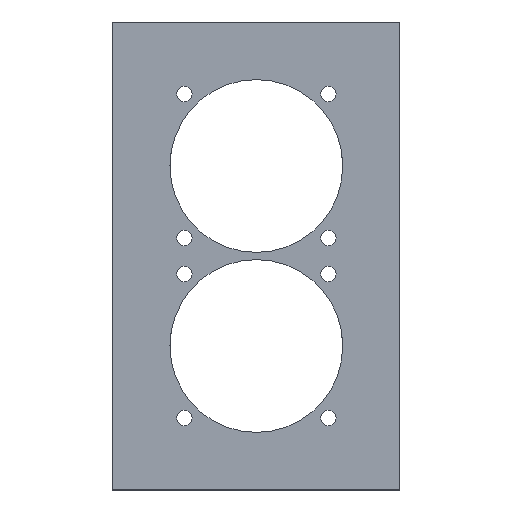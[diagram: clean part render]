
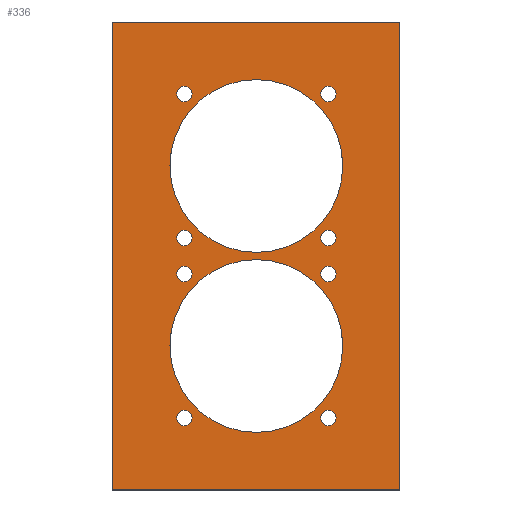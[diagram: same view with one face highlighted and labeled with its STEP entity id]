
A CAD part, top view. The second image highlights one B-rep face of the part: STEP entity #336.
In plain terms, the highlighted planar face has unit normal (0, 0, 1).
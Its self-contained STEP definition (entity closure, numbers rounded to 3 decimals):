
#25=FACE_BOUND('',#83,.T.);
#26=FACE_BOUND('',#84,.T.);
#27=FACE_BOUND('',#85,.T.);
#28=FACE_BOUND('',#86,.T.);
#29=FACE_BOUND('',#87,.T.);
#30=FACE_BOUND('',#88,.T.);
#31=FACE_BOUND('',#89,.T.);
#32=FACE_BOUND('',#90,.T.);
#33=FACE_BOUND('',#91,.T.);
#34=FACE_BOUND('',#92,.T.);
#40=PLANE('',#386);
#56=FACE_OUTER_BOUND('',#82,.T.);
#82=EDGE_LOOP('',(#297,#298,#299,#300));
#83=EDGE_LOOP('',(#301));
#84=EDGE_LOOP('',(#302));
#85=EDGE_LOOP('',(#303));
#86=EDGE_LOOP('',(#304));
#87=EDGE_LOOP('',(#305));
#88=EDGE_LOOP('',(#306));
#89=EDGE_LOOP('',(#307));
#90=EDGE_LOOP('',(#308));
#91=EDGE_LOOP('',(#309));
#92=EDGE_LOOP('',(#310));
#105=LINE('',#551,#127);
#109=LINE('',#560,#131);
#113=LINE('',#566,#135);
#114=LINE('',#568,#136);
#127=VECTOR('',#463,10.);
#131=VECTOR('',#469,10.);
#135=VECTOR('',#477,10.);
#136=VECTOR('',#480,10.);
#137=CIRCLE('',#352,2.15);
#139=CIRCLE('',#355,2.15);
#141=CIRCLE('',#358,2.15);
#143=CIRCLE('',#361,2.15);
#145=CIRCLE('',#364,24.);
#147=CIRCLE('',#367,24.);
#149=CIRCLE('',#370,2.15);
#151=CIRCLE('',#373,2.15);
#153=CIRCLE('',#376,2.15);
#155=CIRCLE('',#379,2.15);
#157=VERTEX_POINT('',#485);
#159=VERTEX_POINT('',#491);
#161=VERTEX_POINT('',#497);
#163=VERTEX_POINT('',#503);
#165=VERTEX_POINT('',#509);
#167=VERTEX_POINT('',#515);
#169=VERTEX_POINT('',#521);
#171=VERTEX_POINT('',#527);
#173=VERTEX_POINT('',#533);
#175=VERTEX_POINT('',#539);
#179=VERTEX_POINT('',#548);
#180=VERTEX_POINT('',#550);
#183=VERTEX_POINT('',#557);
#184=VERTEX_POINT('',#559);
#185=EDGE_CURVE('',#157,#157,#137,.T.);
#188=EDGE_CURVE('',#159,#159,#139,.T.);
#191=EDGE_CURVE('',#161,#161,#141,.T.);
#194=EDGE_CURVE('',#163,#163,#143,.T.);
#197=EDGE_CURVE('',#165,#165,#145,.T.);
#200=EDGE_CURVE('',#167,#167,#147,.T.);
#203=EDGE_CURVE('',#169,#169,#149,.T.);
#206=EDGE_CURVE('',#171,#171,#151,.T.);
#209=EDGE_CURVE('',#173,#173,#153,.T.);
#212=EDGE_CURVE('',#175,#175,#155,.T.);
#217=EDGE_CURVE('',#180,#179,#105,.T.);
#221=EDGE_CURVE('',#184,#183,#109,.T.);
#225=EDGE_CURVE('',#183,#180,#113,.F.);
#226=EDGE_CURVE('',#179,#184,#114,.F.);
#297=ORIENTED_EDGE('',*,*,#221,.T.);
#298=ORIENTED_EDGE('',*,*,#225,.T.);
#299=ORIENTED_EDGE('',*,*,#217,.T.);
#300=ORIENTED_EDGE('',*,*,#226,.T.);
#301=ORIENTED_EDGE('',*,*,#185,.T.);
#302=ORIENTED_EDGE('',*,*,#188,.T.);
#303=ORIENTED_EDGE('',*,*,#191,.T.);
#304=ORIENTED_EDGE('',*,*,#194,.T.);
#305=ORIENTED_EDGE('',*,*,#197,.T.);
#306=ORIENTED_EDGE('',*,*,#200,.T.);
#307=ORIENTED_EDGE('',*,*,#203,.T.);
#308=ORIENTED_EDGE('',*,*,#206,.T.);
#309=ORIENTED_EDGE('',*,*,#209,.T.);
#310=ORIENTED_EDGE('',*,*,#212,.T.);
#336=ADVANCED_FACE('',(#56,#25,#26,#27,#28,#29,#30,#31,#32,#33,#34),#40,
 .T.);
#352=AXIS2_PLACEMENT_3D('',#486,#391,#392);
#355=AXIS2_PLACEMENT_3D('',#492,#398,#399);
#358=AXIS2_PLACEMENT_3D('',#498,#405,#406);
#361=AXIS2_PLACEMENT_3D('',#504,#412,#413);
#364=AXIS2_PLACEMENT_3D('',#510,#419,#420);
#367=AXIS2_PLACEMENT_3D('',#516,#426,#427);
#370=AXIS2_PLACEMENT_3D('',#522,#433,#434);
#373=AXIS2_PLACEMENT_3D('',#528,#440,#441);
#376=AXIS2_PLACEMENT_3D('',#534,#447,#448);
#379=AXIS2_PLACEMENT_3D('',#540,#454,#455);
#386=AXIS2_PLACEMENT_3D('',#569,#481,#482);
#391=DIRECTION('center_axis',(0.,0.,-1.));
#392=DIRECTION('ref_axis',(-1.,0.,0.));
#398=DIRECTION('center_axis',(0.,0.,-1.));
#399=DIRECTION('ref_axis',(-1.,0.,0.));
#405=DIRECTION('center_axis',(0.,0.,-1.));
#406=DIRECTION('ref_axis',(-1.,0.,0.));
#412=DIRECTION('center_axis',(0.,0.,-1.));
#413=DIRECTION('ref_axis',(-1.,0.,0.));
#419=DIRECTION('center_axis',(0.,0.,-1.));
#420=DIRECTION('ref_axis',(-1.,0.,0.));
#426=DIRECTION('center_axis',(0.,0.,-1.));
#427=DIRECTION('ref_axis',(-1.,0.,0.));
#433=DIRECTION('center_axis',(0.,0.,-1.));
#434=DIRECTION('ref_axis',(0.,1.,0.));
#440=DIRECTION('center_axis',(0.,0.,-1.));
#441=DIRECTION('ref_axis',(0.,1.,0.));
#447=DIRECTION('center_axis',(0.,0.,-1.));
#448=DIRECTION('ref_axis',(0.,1.,0.));
#454=DIRECTION('center_axis',(0.,0.,-1.));
#455=DIRECTION('ref_axis',(0.,1.,0.));
#463=DIRECTION('',(1.,0.,0.));
#469=DIRECTION('',(-1.,0.,0.));
#477=DIRECTION('',(0.,1.,0.));
#480=DIRECTION('',(0.,-1.,0.));
#481=DIRECTION('center_axis',(0.,0.,1.));
#482=DIRECTION('ref_axis',(1.,0.,0.));
#485=CARTESIAN_POINT('',(631.035,44.338,3.));
#486=CARTESIAN_POINT('Origin',(628.885,44.338,3.));
#491=CARTESIAN_POINT('',(591.035,44.338,3.));
#492=CARTESIAN_POINT('Origin',(588.885,44.338,3.));
#497=CARTESIAN_POINT('',(631.035,4.337,3.));
#498=CARTESIAN_POINT('Origin',(628.885,4.337,3.));
#503=CARTESIAN_POINT('',(591.035,4.337,3.));
#504=CARTESIAN_POINT('Origin',(588.885,4.337,3.));
#509=CARTESIAN_POINT('',(632.885,-25.662,3.));
#510=CARTESIAN_POINT('Origin',(608.885,-25.662,3.));
#515=CARTESIAN_POINT('',(632.885,24.337,3.));
#516=CARTESIAN_POINT('Origin',(608.885,24.337,3.));
#521=CARTESIAN_POINT('',(628.885,-7.812,3.));
#522=CARTESIAN_POINT('Origin',(628.885,-5.662,3.));
#527=CARTESIAN_POINT('',(588.885,-7.812,3.));
#528=CARTESIAN_POINT('Origin',(588.885,-5.662,3.));
#533=CARTESIAN_POINT('',(628.885,-47.812,3.));
#534=CARTESIAN_POINT('Origin',(628.885,-45.662,3.));
#539=CARTESIAN_POINT('',(588.885,-47.812,3.));
#540=CARTESIAN_POINT('Origin',(588.885,-45.662,3.));
#548=CARTESIAN_POINT('',(648.791,-65.662,3.));
#550=CARTESIAN_POINT('',(568.791,-65.662,3.));
#551=CARTESIAN_POINT('',(473.791,-65.662,3.));
#557=CARTESIAN_POINT('',(568.791,64.338,3.));
#559=CARTESIAN_POINT('',(648.791,64.338,3.));
#560=CARTESIAN_POINT('',(723.791,64.338,3.));
#566=CARTESIAN_POINT('',(568.791,-5.662,3.));
#568=CARTESIAN_POINT('',(648.791,-265.662,3.));
#569=CARTESIAN_POINT('Origin',(598.791,-135.662,3.));
